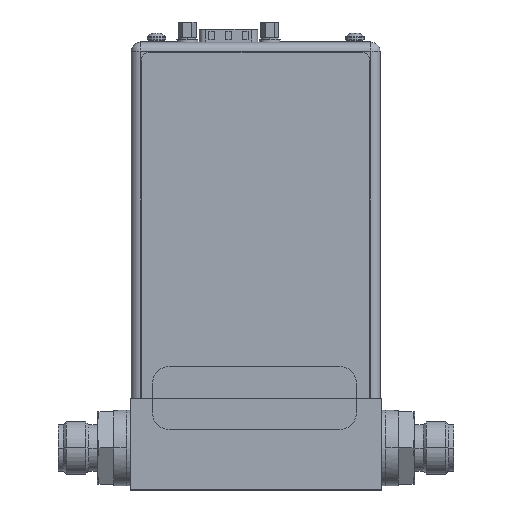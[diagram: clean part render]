
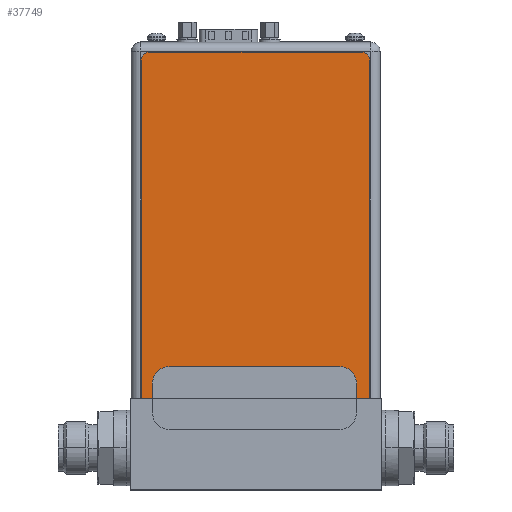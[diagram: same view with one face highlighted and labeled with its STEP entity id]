
A CAD part, top view. The second image highlights one B-rep face of the part: STEP entity #37749.
In plain terms, the highlighted planar face has unit normal (0, 0, 1).
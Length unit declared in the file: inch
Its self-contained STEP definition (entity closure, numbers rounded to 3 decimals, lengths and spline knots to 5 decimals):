
#37582=CARTESIAN_POINT('',(2.63,4.04,0.004));
#37583=DIRECTION('',(0.,0.,-1.));
#37584=DIRECTION('',(0.,1.,0.));
#37585=AXIS2_PLACEMENT_3D('',#37582,#37583,#37584);
#37587=DIRECTION('',(0.,-1.,0.));
#37588=VECTOR('',#37587,4.04);
#37589=CARTESIAN_POINT('',(2.73,4.04,0.004));
#37590=LINE('',#37589,#37588);
#37591=DIRECTION('',(-1.,0.,0.));
#37592=VECTOR('',#37591,2.73);
#37593=CARTESIAN_POINT('',(2.73,0.,0.004));
#37594=LINE('',#37593,#37592);
#37595=DIRECTION('',(0.,1.,0.));
#37596=VECTOR('',#37595,4.04);
#37597=CARTESIAN_POINT('',(0.,0.,0.004));
#37598=LINE('',#37597,#37596);
#37599=CARTESIAN_POINT('',(0.1,4.04,0.004));
#37600=DIRECTION('',(0.,0.,-1.));
#37601=DIRECTION('',(-1.,0.,0.));
#37602=AXIS2_PLACEMENT_3D('',#37599,#37600,#37601);
#37604=DIRECTION('',(1.,0.,0.));
#37605=VECTOR('',#37604,2.53);
#37606=CARTESIAN_POINT('',(0.1,4.14,0.004));
#37607=LINE('',#37606,#37605);
#37620=CARTESIAN_POINT('',(2.73,4.04,0.004));
#37621=VERTEX_POINT('',#37620);
#37622=CARTESIAN_POINT('',(2.63,4.14,0.004));
#37623=VERTEX_POINT('',#37622);
#37624=CARTESIAN_POINT('',(2.73,0.,0.004));
#37625=VERTEX_POINT('',#37624);
#37626=CARTESIAN_POINT('',(0.,0.,0.004));
#37627=VERTEX_POINT('',#37626);
#37628=CARTESIAN_POINT('',(0.,4.04,0.004));
#37629=VERTEX_POINT('',#37628);
#37630=CARTESIAN_POINT('',(0.1,4.14,0.004));
#37631=VERTEX_POINT('',#37630);
#37736=CARTESIAN_POINT('',(0.,0.,0.004));
#37737=DIRECTION('',(0.,0.,1.));
#37738=DIRECTION('',(1.,0.,0.));
#37739=AXIS2_PLACEMENT_3D('',#37736,#37737,#37738);
#37740=PLANE('',#37739);
#37741=ORIENTED_EDGE('',*,*,#37660,.T.);
#37742=ORIENTED_EDGE('',*,*,#37676,.T.);
#37743=ORIENTED_EDGE('',*,*,#37689,.T.);
#37744=ORIENTED_EDGE('',*,*,#37702,.T.);
#37745=ORIENTED_EDGE('',*,*,#37717,.T.);
#37746=ORIENTED_EDGE('',*,*,#37729,.T.);
#37747=EDGE_LOOP('',(#37741,#37742,#37743,#37744,#37745,#37746));
#37748=FACE_OUTER_BOUND('',#37747,.F.);
#37749=ADVANCED_FACE('',(#37748),#37740,.T.);
#37586=CIRCLE('',#37585,0.1);
#37603=CIRCLE('',#37602,0.1);
#37660=EDGE_CURVE('',#37623,#37621,#37586,.T.);
#37676=EDGE_CURVE('',#37621,#37625,#37590,.T.);
#37689=EDGE_CURVE('',#37625,#37627,#37594,.T.);
#37702=EDGE_CURVE('',#37627,#37629,#37598,.T.);
#37717=EDGE_CURVE('',#37629,#37631,#37603,.T.);
#37729=EDGE_CURVE('',#37631,#37623,#37607,.T.);
